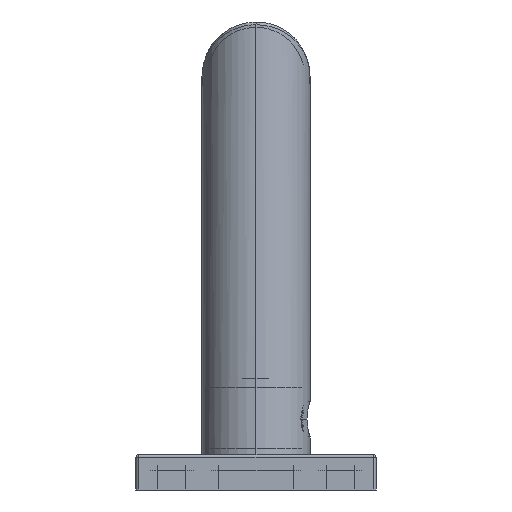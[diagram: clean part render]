
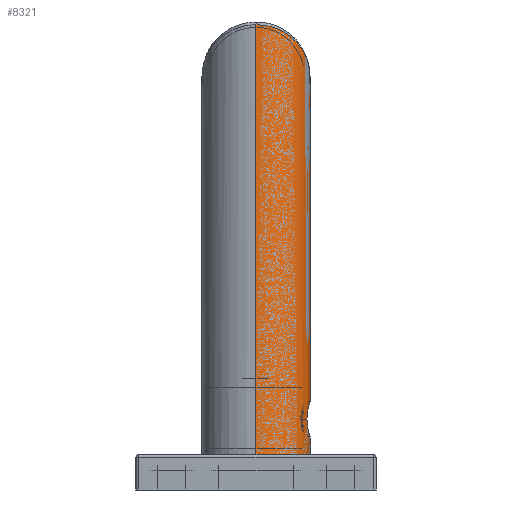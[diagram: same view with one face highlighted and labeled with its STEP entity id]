
A CAD part, left-side view. The second image highlights one B-rep face of the part: STEP entity #8321.
In plain terms, the highlighted cylindrical face has radius 9.995 mm (diameter 19.99 mm), a partial arc.
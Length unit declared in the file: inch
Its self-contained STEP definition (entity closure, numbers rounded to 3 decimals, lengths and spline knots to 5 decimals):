
#7106=CARTESIAN_POINT('',(-12.,0.,0.));
#7107=DIRECTION('',(0.,0.,1.));
#7108=DIRECTION('',(-1.,0.,0.));
#7109=AXIS2_PLACEMENT_3D('',#7106,#7107,#7108);
#7134=DIRECTION('',(0.,0.,1.));
#7135=VECTOR('',#7134,2.3425);
#7136=CARTESIAN_POINT('',(-11.6065,0.,0.));
#7137=LINE('',#7136,#7135);
#7302=CARTESIAN_POINT('',(-12.3935,0.,
3.1295));
#7303=CARTESIAN_POINT('',(-12.3935,-0.01322,
3.1295));
#7304=CARTESIAN_POINT('',(-12.39217,-0.04096,
3.12824));
#7305=CARTESIAN_POINT('',(-12.38493,-0.08615,
3.12137));
#7306=CARTESIAN_POINT('',(-12.37128,-0.13368,
3.10841));
#7307=CARTESIAN_POINT('',(-12.34999,-0.18269,
3.0882));
#7308=CARTESIAN_POINT('',(-12.32037,-0.23078,
3.06009));
#7309=CARTESIAN_POINT('',(-12.28524,-0.27277,
3.02674));
#7310=CARTESIAN_POINT('',(-12.24843,-0.30635,
2.9918));
#7311=CARTESIAN_POINT('',(-12.21305,-0.33165,
2.95823));
#7312=CARTESIAN_POINT('',(-12.18046,-0.35026,
2.92729));
#7313=CARTESIAN_POINT('',(-12.15056,-0.36399,
2.89891));
#7314=CARTESIAN_POINT('',(-12.12316,-0.37407,
2.8729));
#7315=CARTESIAN_POINT('',(-12.0982,-0.38131,
2.84921));
#7316=CARTESIAN_POINT('',(-12.07544,-0.38641,
2.8276));
#7317=CARTESIAN_POINT('',(-12.05458,-0.38987,
2.8078));
#7318=CARTESIAN_POINT('',(-12.03527,-0.39206,
2.78948));
#7319=CARTESIAN_POINT('',(-12.01721,-0.39326,
2.77233));
#7320=CARTESIAN_POINT('',(-12.00563,-0.3935,
2.76135));
#7321=CARTESIAN_POINT('',(-12.,-0.3935,
2.756));
#7323=CARTESIAN_POINT('',(-11.6065,0.,2.3425));
#7324=CARTESIAN_POINT('',(-11.6065,-0.01223,
2.3425));
#7325=CARTESIAN_POINT('',(-11.60764,-0.03793,
2.3437));
#7326=CARTESIAN_POINT('',(-11.61384,-0.07982,
2.35021));
#7327=CARTESIAN_POINT('',(-11.62564,-0.12432,
2.36261));
#7328=CARTESIAN_POINT('',(-11.644,-0.17021,
2.38191));
#7329=CARTESIAN_POINT('',(-11.66966,-0.21608,
2.40887));
#7330=CARTESIAN_POINT('',(-11.70312,-0.26035,
2.44403));
#7331=CARTESIAN_POINT('',(-11.7447,-0.30144,
2.48772));
#7332=CARTESIAN_POINT('',(-11.79489,-0.33782,
2.54047));
#7333=CARTESIAN_POINT('',(-11.85359,-0.36734,
2.60215));
#7334=CARTESIAN_POINT('',(-11.92124,-0.38789,
2.67324));
#7335=CARTESIAN_POINT('',(-11.97285,-0.39349,
2.72747));
#7336=CARTESIAN_POINT('',(-12.,-0.3935,
2.756));
#7338=DIRECTION('',(0.,0.,1.));
#7339=VECTOR('',#7338,3.1295);
#7340=CARTESIAN_POINT('',(-12.3935,0.,0.));
#7341=LINE('',#7340,#7339);
#7342=CARTESIAN_POINT('',(-12.13,-0.37141,0.256));
#7343=CARTESIAN_POINT('',(-12.13,-0.37141,0.27153));
#7344=CARTESIAN_POINT('',(-12.12484,-0.37328,
0.30066));
#7345=CARTESIAN_POINT('',(-12.10173,-0.38053,
0.34128));
#7346=CARTESIAN_POINT('',(-12.06647,-0.38854,
0.37075));
#7347=CARTESIAN_POINT('',(-12.02359,-0.39367,
0.38654));
#7348=CARTESIAN_POINT('',(-11.97728,-0.39374,
0.38676));
#7349=CARTESIAN_POINT('',(-11.93381,-0.38859,
0.3709));
#7350=CARTESIAN_POINT('',(-11.89882,-0.38068,
0.34189));
#7351=CARTESIAN_POINT('',(-11.87527,-0.37332,
0.30112));
#7352=CARTESIAN_POINT('',(-11.87,-0.37141,0.27172));
#7353=CARTESIAN_POINT('',(-11.87,-0.37141,0.256));
#7355=CARTESIAN_POINT('',(-11.87,-0.37141,0.256));
#7356=CARTESIAN_POINT('',(-11.87,-0.37141,0.24047));
#7357=CARTESIAN_POINT('',(-11.87516,-0.37328,
0.21134));
#7358=CARTESIAN_POINT('',(-11.89827,-0.38053,
0.17072));
#7359=CARTESIAN_POINT('',(-11.93353,-0.38854,
0.14125));
#7360=CARTESIAN_POINT('',(-11.97641,-0.39367,
0.12546));
#7361=CARTESIAN_POINT('',(-12.02272,-0.39374,
0.12524));
#7362=CARTESIAN_POINT('',(-12.06619,-0.38859,
0.1411));
#7363=CARTESIAN_POINT('',(-12.10118,-0.38068,
0.17011));
#7364=CARTESIAN_POINT('',(-12.12473,-0.37332,
0.21088));
#7365=CARTESIAN_POINT('',(-12.13,-0.37141,0.24028));
#7366=CARTESIAN_POINT('',(-12.13,-0.37141,0.256));
#7669=CARTESIAN_POINT('',(-11.6065,0.,0.));
#7670=CARTESIAN_POINT('',(-12.3935,0.,0.));
#7671=VERTEX_POINT('',#7669);
#7672=VERTEX_POINT('',#7670);
#7677=CARTESIAN_POINT('',(-11.6065,0.,2.3425));
#7678=VERTEX_POINT('',#7677);
#7685=VERTEX_POINT('',#7302);
#7686=VERTEX_POINT('',#7321);
#7713=CARTESIAN_POINT('',(-12.13,-0.37141,0.256));
#7715=VERTEX_POINT('',#7713);
#7717=CARTESIAN_POINT('',(-11.87,-0.37141,0.256));
#7719=VERTEX_POINT('',#7717);
#8303=CARTESIAN_POINT('',(-12.,0.,0.));
#8304=DIRECTION('',(0.,0.,1.));
#8305=DIRECTION('',(1.,0.,0.));
#8306=AXIS2_PLACEMENT_3D('',#8303,#8304,#8305);
#8307=CYLINDRICAL_SURFACE('',#8306,0.3935);
#8308=ORIENTED_EDGE('',*,*,#8296,.T.);
#8309=ORIENTED_EDGE('',*,*,#8126,.F.);
#8310=ORIENTED_EDGE('',*,*,#7757,.F.);
#8311=ORIENTED_EDGE('',*,*,#7736,.F.);
#8312=ORIENTED_EDGE('',*,*,#7754,.T.);
#8313=EDGE_LOOP('',(#8308,#8309,#8310,#8311,#8312));
#8314=FACE_OUTER_BOUND('',#8313,.F.);
#8316=ORIENTED_EDGE('',*,*,#8315,.F.);
#8318=ORIENTED_EDGE('',*,*,#8317,.F.);
#8319=EDGE_LOOP('',(#8316,#8318));
#8320=FACE_BOUND('',#8319,.F.);
#8321=ADVANCED_FACE('',(#8314,#8320),#8307,.T.);
#7110=CIRCLE('',#7109,0.3935);
#7322=B_SPLINE_CURVE_WITH_KNOTS('',3,(#7302,#7303,#7304,#7305,#7306,#7307,#7308,
#7309,#7310,#7311,#7312,#7313,#7314,#7315,#7316,#7317,#7318,#7319,#7320,#7321),
.UNSPECIFIED.,.F.,.F.,(4,1,1,1,1,1,1,1,1,1,1,1,1,1,1,1,1,4),(0.,
0.05882,0.11765,0.17647,0.23529,
0.29412,0.35294,0.41176,0.47059,
0.52941,0.58824,0.64706,0.70588,
0.76471,0.82353,0.88235,0.94118,1.),
.UNSPECIFIED.);
#7337=B_SPLINE_CURVE_WITH_KNOTS('',3,(#7323,#7324,#7325,#7326,#7327,#7328,#7329,
#7330,#7331,#7332,#7333,#7334,#7335,#7336),.UNSPECIFIED.,.F.,.F.,(4,1,1,1,1,1,1,
1,1,1,1,4),(0.,0.09091,0.18182,0.27273,
0.36364,0.45455,0.54545,0.63636,
0.72727,0.81818,0.90909,1.),.UNSPECIFIED.);
#7354=B_SPLINE_CURVE_WITH_KNOTS('',3,(#7342,#7343,#7344,#7345,#7346,#7347,#7348,
#7349,#7350,#7351,#7352,#7353),.UNSPECIFIED.,.F.,.F.,(4,1,1,1,1,1,1,1,1,4),
(0.,0.11111,0.22222,0.33333,0.44444,
0.55556,0.66667,0.77778,0.88889,1.),
.UNSPECIFIED.);
#7367=B_SPLINE_CURVE_WITH_KNOTS('',3,(#7355,#7356,#7357,#7358,#7359,#7360,#7361,
#7362,#7363,#7364,#7365,#7366),.UNSPECIFIED.,.F.,.F.,(4,1,1,1,1,1,1,1,1,4),
(0.,0.11111,0.22222,0.33333,0.44444,
0.55556,0.66667,0.77778,0.88889,1.),
.UNSPECIFIED.);
#7736=EDGE_CURVE('',#7672,#7671,#7110,.T.);
#7754=EDGE_CURVE('',#7672,#7685,#7341,.T.);
#7757=EDGE_CURVE('',#7671,#7678,#7137,.T.);
#8126=EDGE_CURVE('',#7678,#7686,#7337,.T.);
#8296=EDGE_CURVE('',#7685,#7686,#7322,.T.);
#8315=EDGE_CURVE('',#7715,#7719,#7354,.T.);
#8317=EDGE_CURVE('',#7719,#7715,#7367,.T.);
